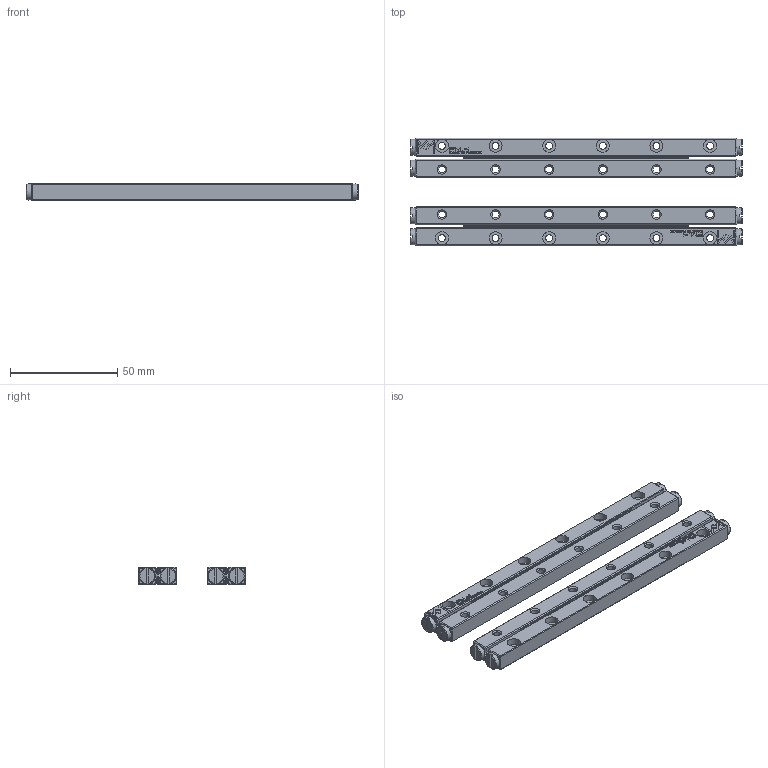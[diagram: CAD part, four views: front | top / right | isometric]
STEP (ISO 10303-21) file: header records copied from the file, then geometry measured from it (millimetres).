
FILE_DESCRIPTION(/* description */ (''),/* implementation_level */ '2;1');
FILE_NAME(/* name */ 'Set RSD-3150x21AA_stp.stp',/* time_stamp */ '2025-02-18T09:47:39+01:00',/* author */ (''),/* organization */ (''),/* preprocessor_version */ 'ST-DEVELOPER v16.7',/* originating_system */ 'SIEMENS PLM Software NX 12.0',/* authorisation */ '');
FILE_SCHEMA (('AUTOMOTIVE_DESIGN { 1 0 10303 214 3 1 1 1 }'));
Products named in the file (1): Set RSD-3150x21AA_stp
Bounding box: 154.8 x 50 x 8 mm (x, y, z)
Volume: 36670.8 mm3; surface area: 29305.4 mm2
Topology: 56 solids, 56 shells, 2974 faces, 7700 edges, 5002 vertices
Faces by surface type: plane 1748, cylinder 710, bspline 360, cone 156
Full cylindrical faces by diameter (mm): 2.6 x8, 3 x50, 3.2 x32, 6 x24, 7.5 x8
Entity records: 98727 total; most frequent: CARTESIAN_POINT 20275, ORIENTED_EDGE 14664, DIRECTION 13394, EDGE_CURVE 7332, LINE 4996, VECTOR 4996, VERTEX_POINT 4904, AXIS2_PLACEMENT_3D 4199
